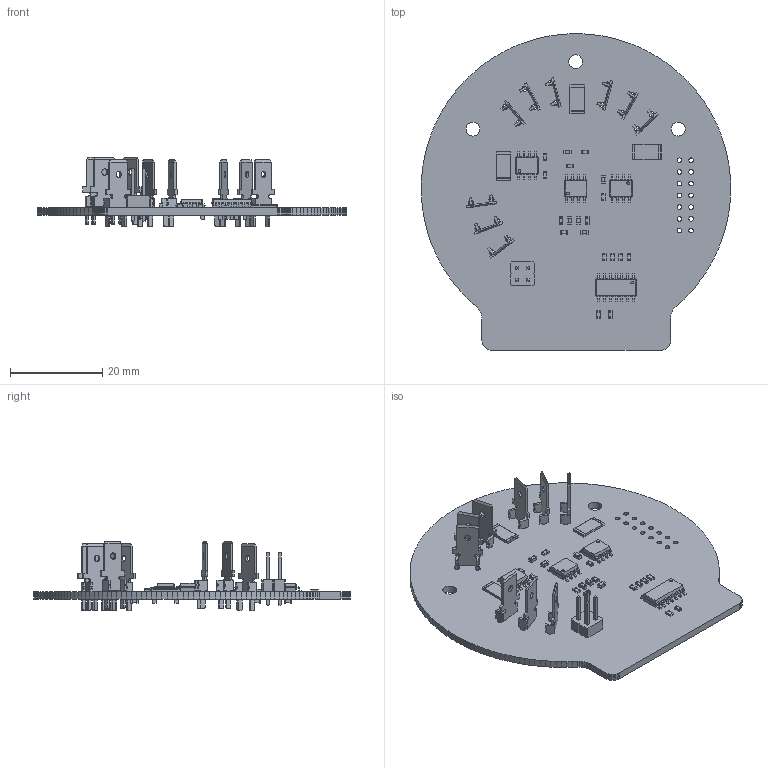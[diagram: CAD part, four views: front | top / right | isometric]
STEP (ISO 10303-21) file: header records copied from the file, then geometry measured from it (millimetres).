
FILE_DESCRIPTION(('KiCad electronic assembly'),'2;1');
FILE_NAME('_____ ________.step','2023-12-07T08:48:38',('Pcbnew'),( 'Kicad'),'Open CASCADE STEP processor 7.6','KiCad to STEP converter' ,'Unknown');
FILE_SCHEMA(('AUTOMOTIVE_DESIGN { 1 0 10303 214 1 1 1 1 }'));
Length unit declared in the file: millimetre
Products named in the file (16): _____ ________ 1; R_2512_6332Metric; SOLID; PC Quick-Fit terminal; C_0603_1608Metric; R_0603_1608Metric; SOIC-8_3.9x4.9mm_P1.27mm; SOIC-14_3.9x8.7mm_P1.27mm; PinHeader_2x02_P2.54mm_Vertical; _autosave-ÐÐ»Ð°ÑÐ° Ð´Ð°ÑÑÐ¸ÐºÐ¾Ð² PCB
Assembly tree (52 placements, depth 3):
  _____ ________ 1
    R_2512_6332Metric  x3
      SOLID
    PC Quick-Fit terminal  x9
      SOLID
    C_0603_1608Metric  x16
      SOLID
    R_0603_1608Metric  x11
      SOLID
    SOIC-8_3.9x4.9mm_P1.27mm  x3
      SOLID
    SOIC-14_3.9x8.7mm_P1.27mm
      SOLID
    PinHeader_2x02_P2.54mm_Vertical
      SOLID
    _autosave-ÐÐ»Ð°ÑÐ° Ð´Ð°ÑÑÐ¸ÐºÐ¾Ð² PCB
Bounding box: 67 x 68.52 x 14.98 mm (x, y, z)
Volume: 6291.3 mm3; surface area: 10128.1 mm2
Topology: 45 solids, 45 shells, 2233 faces, 5907 edges, 3808 vertices
Faces by surface type: plane 1510, cylinder 589, bspline 134
Full cylindrical faces by diameter (mm): 0.6 x4, 1 x18, 1.09 x18, 3 x3
Entity records: 60223 total; most frequent: CARTESIAN_POINT 10925, DIRECTION 8289, LINE 5857, VECTOR 5857, ORIENTED_EDGE 4490, PCURVE 4490, DEFINITIONAL_REPRESENTATION 4490, EDGE_CURVE 2245
